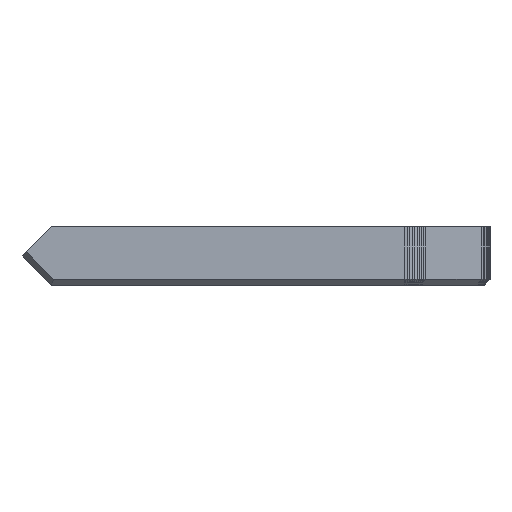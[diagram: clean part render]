
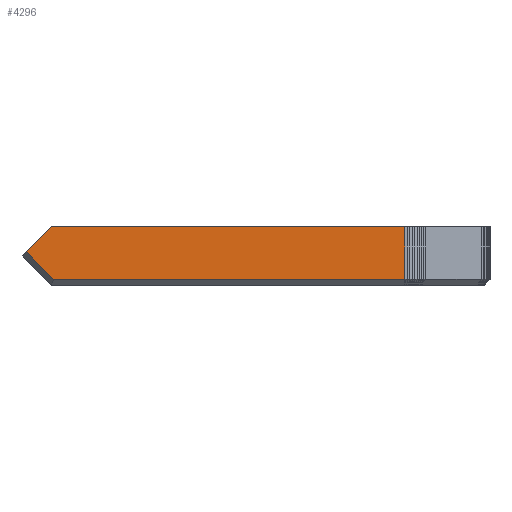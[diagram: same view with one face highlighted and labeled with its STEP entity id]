
A CAD part, front view. The second image highlights one B-rep face of the part: STEP entity #4296.
In plain terms, the highlighted planar face has unit normal (0, -1, 0).
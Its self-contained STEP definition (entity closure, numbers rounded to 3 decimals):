
#79 = VERTEX_POINT('',#80);
#80 = CARTESIAN_POINT('',(71.237,164.59,0.4
    ));
#453 = EDGE_CURVE('',#454,#79,#456,.T.);
#454 = VERTEX_POINT('',#455);
#455 = CARTESIAN_POINT('',(47.231,164.59,
    0.4));
#456 = LINE('',#457,#458);
#457 = CARTESIAN_POINT('',(47.231,164.59,
    0.4));
#458 = VECTOR('',#459,1.);
#459 = DIRECTION('',(1.,0.,0.));
#517 = VERTEX_POINT('',#518);
#518 = CARTESIAN_POINT('',(47.065,164.59,
    4.));
#539 = VERTEX_POINT('',#540);
#540 = CARTESIAN_POINT('',(45.348,164.59,2.283)
  );
#546 = EDGE_CURVE('',#539,#517,#547,.T.);
#547 = LINE('',#548,#549);
#548 = CARTESIAN_POINT('',(45.348,164.59,2.283)
  );
#549 = VECTOR('',#550,1.);
#550 = DIRECTION('',(0.707,0.,0.707));
#562 = EDGE_CURVE('',#563,#517,#565,.T.);
#563 = VERTEX_POINT('',#564);
#564 = CARTESIAN_POINT('',(71.237,164.59,
    4.));
#565 = LINE('',#566,#567);
#566 = CARTESIAN_POINT('',(71.237,164.59,
    4.));
#567 = VECTOR('',#568,1.);
#568 = DIRECTION('',(-1.,0.,0.));
#4296 = ADVANCED_FACE('',(#4297),#4314,.T.);
#4297 = FACE_BOUND('',#4298,.T.);
#4298 = EDGE_LOOP('',(#4299,#4300,#4306,#4307,#4313));
#4299 = ORIENTED_EDGE('',*,*,#546,.F.);
#4300 = ORIENTED_EDGE('',*,*,#4301,.T.);
#4301 = EDGE_CURVE('',#539,#454,#4302,.T.);
#4302 = LINE('',#4303,#4304);
#4303 = CARTESIAN_POINT('',(45.348,164.59,2.283)
  );
#4304 = VECTOR('',#4305,1.);
#4305 = DIRECTION('',(0.707,0.,-0.707));
#4306 = ORIENTED_EDGE('',*,*,#453,.T.);
#4307 = ORIENTED_EDGE('',*,*,#4308,.T.);
#4308 = EDGE_CURVE('',#79,#563,#4309,.T.);
#4309 = LINE('',#4310,#4311);
#4310 = CARTESIAN_POINT('',(71.237,164.59,
    0.4));
#4311 = VECTOR('',#4312,1.);
#4312 = DIRECTION('',(0.,0.,1.));
#4313 = ORIENTED_EDGE('',*,*,#562,.T.);
#4314 = PLANE('',#4315);
#4315 = AXIS2_PLACEMENT_3D('',#4316,#4317,#4318);
#4316 = CARTESIAN_POINT('',(58.796,164.59,
    2.205));
#4317 = DIRECTION('',(-0.,-1.,-0.));
#4318 = DIRECTION('',(0.,0.,-1.));
